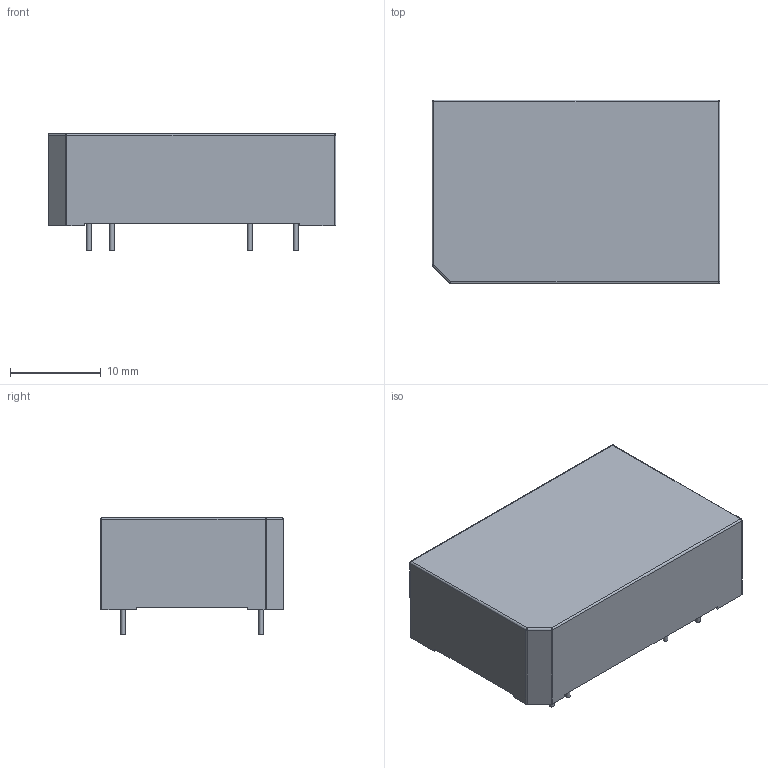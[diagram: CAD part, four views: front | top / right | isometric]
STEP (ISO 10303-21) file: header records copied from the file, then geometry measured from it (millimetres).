
FILE_DESCRIPTION(('STEP AP214'), '1');
FILE_NAME('TEN 3WIN Dual', '', ('UNSPECIFIED'), ('UNSPECIFIED'), 'ASCON STEP Converter 1.6', 'ASCON Math Kernel', '');
FILE_SCHEMA(('AUTOMOTIVE_DESIGN { 1 0 10303 214 3 1 1}'));
Length unit declared in the file: millimetre
Bounding box: 31.8 x 20.3 x 12.9 mm (x, y, z)
Volume: 6382.7 mm3; surface area: 2354.8 mm2
Topology: 9 solids, 9 shells, 67 faces, 137 edges, 83 vertices
Faces by surface type: plane 44, cylinder 18, sphere 5
Full cylindrical faces by diameter (mm): 0.5 x8
Entity records: 2290 total; most frequent: DIRECTION 296, CARTESIAN_POINT 275, ORIENTED_EDGE 248, EDGE_CURVE 124, AXIS2_PLACEMENT_3D 104, LINE 88, VECTOR 88, VERTEX_POINT 83
